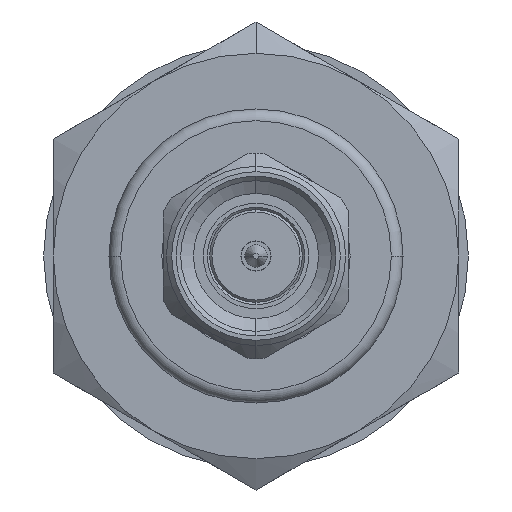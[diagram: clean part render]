
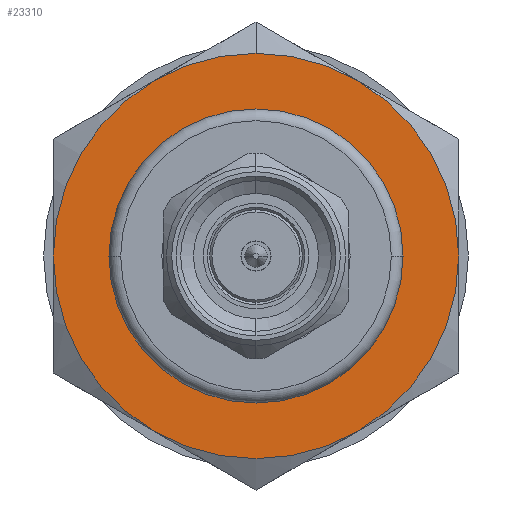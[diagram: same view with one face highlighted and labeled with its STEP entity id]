
A CAD part, left-side view. The second image highlights one B-rep face of the part: STEP entity #23310.
In plain terms, the highlighted face is planar.
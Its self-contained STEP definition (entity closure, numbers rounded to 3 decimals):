
#492 = DIRECTION ( 'NONE',  ( 1., 0., 0. ) ) ;
#674 = DIRECTION ( 'NONE',  ( 0., 1., 0. ) ) ;
#2386 = CARTESIAN_POINT ( 'NONE',  ( 22.23, -7.578, 4.375 ) ) ;
#2524 = CIRCLE ( 'NONE', #23823, 6.35 ) ;
#2534 = CARTESIAN_POINT ( 'NONE',  ( 22.23, 6.35, 0. ) ) ;
#2701 = VERTEX_POINT ( 'NONE', #2534 ) ;
#2721 = DIRECTION ( 'NONE',  ( 0., 1., 0. ) ) ;
#2731 = DIRECTION ( 'NONE',  ( 1., 0., 0. ) ) ;
#2759 = EDGE_CURVE ( 'NONE', #16722, #10520, #27052, .T. ) ;
#2826 = DIRECTION ( 'NONE',  ( 0., 1., 0. ) ) ;
#2968 = CIRCLE ( 'NONE', #15380, 8.75 ) ;
#3447 = CARTESIAN_POINT ( 'NONE',  ( 22.23, 7.578, -4.375 ) ) ;
#4057 = CARTESIAN_POINT ( 'NONE',  ( 22.23, 0., -8.75 ) ) ;
#4282 = AXIS2_PLACEMENT_3D ( 'NONE', #23435, #492, #8938 ) ;
#4387 = CARTESIAN_POINT ( 'NONE',  ( 22.23, 0., 0. ) ) ;
#4457 = AXIS2_PLACEMENT_3D ( 'NONE', #15397, #19697, #674 ) ;
#4475 = CARTESIAN_POINT ( 'NONE',  ( 22.23, 0., 0. ) ) ;
#4737 = ORIENTED_EDGE ( 'NONE', *, *, #8412, .T. ) ;
#5412 = CARTESIAN_POINT ( 'NONE',  ( 22.23, 8.75, 0. ) ) ;
#5439 = DIRECTION ( 'NONE',  ( 1., 0., 0. ) ) ;
#5656 = EDGE_CURVE ( 'NONE', #14647, #19102, #9311, .T. ) ;
#6407 = VERTEX_POINT ( 'NONE', #2386 ) ;
#6691 = DIRECTION ( 'NONE',  ( 0., 1., 0. ) ) ;
#8412 = EDGE_CURVE ( 'NONE', #10520, #6407, #24091, .T. ) ;
#8579 = CARTESIAN_POINT ( 'NONE',  ( 22.23, 0., 0. ) ) ;
#8938 = DIRECTION ( 'NONE',  ( 0., 1., 0. ) ) ;
#9311 = CIRCLE ( 'NONE', #4457, 8.75 ) ;
#10351 = DIRECTION ( 'NONE',  ( 1., 0., 0. ) ) ;
#10429 = DIRECTION ( 'NONE',  ( 1., 0., 0. ) ) ;
#10520 = VERTEX_POINT ( 'NONE', #18181 ) ;
#10928 = EDGE_CURVE ( 'NONE', #13261, #2701, #13478, .T. ) ;
#11234 = EDGE_CURVE ( 'NONE', #14395, #14043, #13925, .T. ) ;
#11702 = CARTESIAN_POINT ( 'NONE',  ( 22.23, 0., 0. ) ) ;
#11879 = CARTESIAN_POINT ( 'NONE',  ( 22.23, 8.641, 0. ) ) ;
#12109 = AXIS2_PLACEMENT_3D ( 'NONE', #11702, #13794, #2826 ) ;
#12690 = CIRCLE ( 'NONE', #15790, 8.75 ) ;
#13261 = VERTEX_POINT ( 'NONE', #19896 ) ;
#13478 = CIRCLE ( 'NONE', #17017, 6.35 ) ;
#13534 = ORIENTED_EDGE ( 'NONE', *, *, #2759, .T. ) ;
#13794 = DIRECTION ( 'NONE',  ( 1., 0., 0. ) ) ;
#13925 = CIRCLE ( 'NONE', #20160, 8.75 ) ;
#14043 = VERTEX_POINT ( 'NONE', #5412 ) ;
#14171 = AXIS2_PLACEMENT_3D ( 'NONE', #4475, #23929, #6691 ) ;
#14395 = VERTEX_POINT ( 'NONE', #3447 ) ;
#14647 = VERTEX_POINT ( 'NONE', #16881 ) ;
#14861 = ORIENTED_EDGE ( 'NONE', *, *, #11234, .T. ) ;
#15079 = DIRECTION ( 'NONE',  ( 1., 0., 0. ) ) ;
#15129 = DIRECTION ( 'NONE',  ( 0., 1., 0. ) ) ;
#15380 = AXIS2_PLACEMENT_3D ( 'NONE', #4387, #10351, #27333 ) ;
#15397 = CARTESIAN_POINT ( 'NONE',  ( 22.23, 0., 0. ) ) ;
#15790 = AXIS2_PLACEMENT_3D ( 'NONE', #21764, #2731, #19659 ) ;
#16221 = CARTESIAN_POINT ( 'NONE',  ( 22.23, 7.578, 4.375 ) ) ;
#16722 = VERTEX_POINT ( 'NONE', #16221 ) ;
#16881 = CARTESIAN_POINT ( 'NONE',  ( 22.23, -7.578, -4.375 ) ) ;
#17017 = AXIS2_PLACEMENT_3D ( 'NONE', #20313, #5439, #22264 ) ;
#17393 = EDGE_LOOP ( 'NONE', ( #14861, #22210, #13534, #4737, #22790, #26600, #22757 ) ) ;
#18181 = CARTESIAN_POINT ( 'NONE',  ( 22.23, 0., 8.75 ) ) ;
#18265 = DIRECTION ( 'NONE',  ( 0., -1., 0. ) ) ;
#19015 = AXIS2_PLACEMENT_3D ( 'NONE', #11879, #10429, #18265 ) ;
#19102 = VERTEX_POINT ( 'NONE', #4057 ) ;
#19352 = EDGE_LOOP ( 'NONE', ( #24022, #22240 ) ) ;
#19647 = EDGE_CURVE ( 'NONE', #19102, #14395, #26931, .T. ) ;
#19659 = DIRECTION ( 'NONE',  ( 0., 1., 0. ) ) ;
#19697 = DIRECTION ( 'NONE',  ( 1., 0., 0. ) ) ;
#19802 = EDGE_CURVE ( 'NONE', #2701, #13261, #2524, .T. ) ;
#19896 = CARTESIAN_POINT ( 'NONE',  ( 22.23, -6.35, 0. ) ) ;
#20160 = AXIS2_PLACEMENT_3D ( 'NONE', #8579, #26497, #15129 ) ;
#20313 = CARTESIAN_POINT ( 'NONE',  ( 22.23, 0., 0. ) ) ;
#21764 = CARTESIAN_POINT ( 'NONE',  ( 22.23, 0., 0. ) ) ;
#22210 = ORIENTED_EDGE ( 'NONE', *, *, #25348, .T. ) ;
#22240 = ORIENTED_EDGE ( 'NONE', *, *, #19802, .F. ) ;
#22264 = DIRECTION ( 'NONE',  ( 0., 1., 0. ) ) ;
#22317 = FACE_BOUND ( 'NONE', #19352, .T. ) ;
#22595 = PLANE ( 'NONE',  #19015 ) ;
#22757 = ORIENTED_EDGE ( 'NONE', *, *, #19647, .T. ) ;
#22790 = ORIENTED_EDGE ( 'NONE', *, *, #26741, .T. ) ;
#23310 = ADVANCED_FACE ( 'NONE', ( #24407, #22317 ), #22595, .T. ) ;
#23435 = CARTESIAN_POINT ( 'NONE',  ( 22.23, 0., 0. ) ) ;
#23823 = AXIS2_PLACEMENT_3D ( 'NONE', #25650, #15079, #2721 ) ;
#23929 = DIRECTION ( 'NONE',  ( 1., 0., 0. ) ) ;
#24022 = ORIENTED_EDGE ( 'NONE', *, *, #10928, .F. ) ;
#24091 = CIRCLE ( 'NONE', #12109, 8.75 ) ;
#24407 = FACE_OUTER_BOUND ( 'NONE', #17393, .T. ) ;
#25348 = EDGE_CURVE ( 'NONE', #14043, #16722, #12690, .T. ) ;
#25650 = CARTESIAN_POINT ( 'NONE',  ( 22.23, 0., 0. ) ) ;
#26497 = DIRECTION ( 'NONE',  ( 1., 0., 0. ) ) ;
#26600 = ORIENTED_EDGE ( 'NONE', *, *, #5656, .T. ) ;
#26741 = EDGE_CURVE ( 'NONE', #6407, #14647, #2968, .T. ) ;
#26931 = CIRCLE ( 'NONE', #4282, 8.75 ) ;
#27052 = CIRCLE ( 'NONE', #14171, 8.75 ) ;
#27333 = DIRECTION ( 'NONE',  ( 0., 1., 0. ) ) ;
